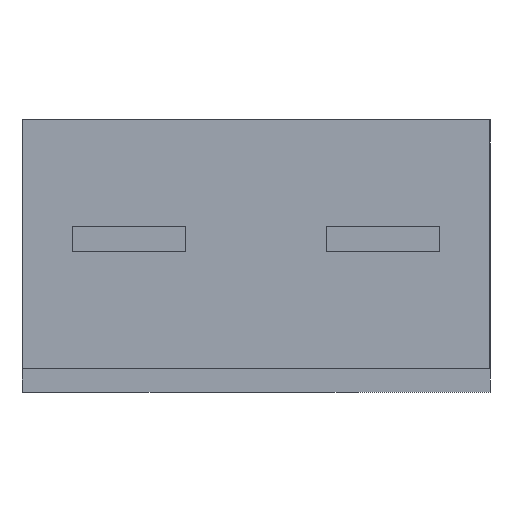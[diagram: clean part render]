
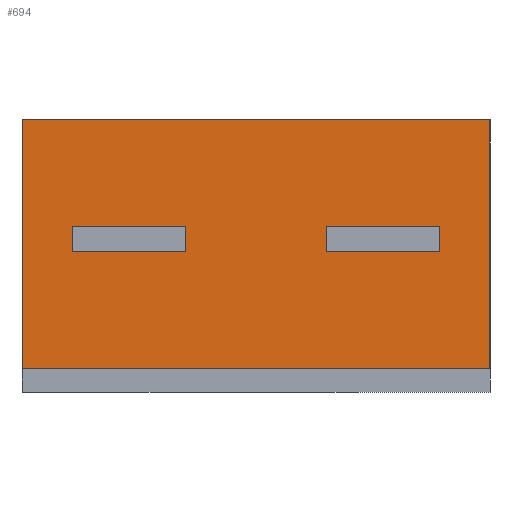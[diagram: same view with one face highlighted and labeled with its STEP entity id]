
A CAD part, left-side view. The second image highlights one B-rep face of the part: STEP entity #694.
In plain terms, the highlighted planar face has unit normal (-1, 0, 0).
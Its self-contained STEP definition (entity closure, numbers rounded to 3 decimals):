
#40=PLANE('',#763);
#87=FACE_OUTER_BOUND('',#134,.T.);
#134=EDGE_LOOP('',(#565,#566,#567,#568));
#168=LINE('',#1005,#253);
#178=LINE('',#1026,#263);
#188=LINE('',#1045,#273);
#195=LINE('',#1064,#280);
#253=VECTOR('',#813,10.);
#263=VECTOR('',#833,10.);
#273=VECTOR('',#847,10.);
#280=VECTOR('',#870,10.);
#346=VERTEX_POINT('',#1002);
#347=VERTEX_POINT('',#1004);
#353=VERTEX_POINT('',#1025);
#360=VERTEX_POINT('',#1043);
#409=EDGE_CURVE('',#346,#347,#168,.T.);
#419=EDGE_CURVE('',#353,#347,#178,.T.);
#429=EDGE_CURVE('',#360,#353,#188,.T.);
#438=EDGE_CURVE('',#360,#346,#195,.T.);
#565=ORIENTED_EDGE('',*,*,#429,.T.);
#566=ORIENTED_EDGE('',*,*,#419,.T.);
#567=ORIENTED_EDGE('',*,*,#409,.F.);
#568=ORIENTED_EDGE('',*,*,#438,.F.);
#694=ADVANCED_FACE('',(#87),#40,.T.);
#763=AXIS2_PLACEMENT_3D('',#1065,#871,#872);
#813=DIRECTION('',(0.,-1.,0.));
#833=DIRECTION('',(0.,0.,1.));
#847=DIRECTION('',(0.,-1.,0.));
#870=DIRECTION('',(0.,0.,1.));
#871=DIRECTION('center_axis',(-1.,0.,0.));
#872=DIRECTION('ref_axis',(0.,1.,0.));
#1002=CARTESIAN_POINT('',(-1.6,1.4,0.79));
#1004=CARTESIAN_POINT('',(-1.6,-1.4,0.79));
#1005=CARTESIAN_POINT('',(-1.6,-1.4,0.79));
#1025=CARTESIAN_POINT('',(-1.6,-1.4,-0.7));
#1026=CARTESIAN_POINT('',(-1.6,-1.4,0.));
#1043=CARTESIAN_POINT('',(-1.6,1.4,-0.7));
#1045=CARTESIAN_POINT('',(-1.6,-0.7,-0.7));
#1064=CARTESIAN_POINT('',(-1.6,1.4,0.));
#1065=CARTESIAN_POINT('Origin',(-1.6,-1.4,0.));
